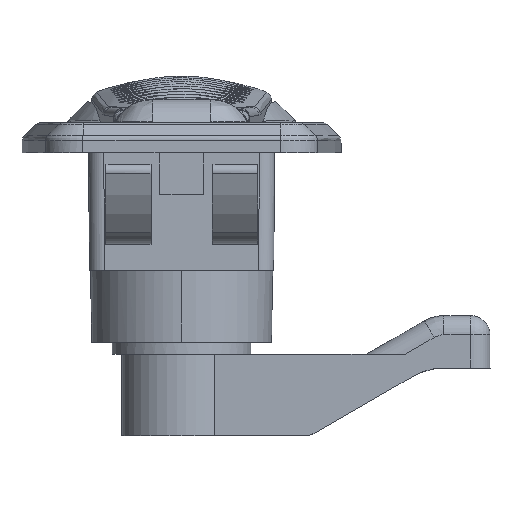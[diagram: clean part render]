
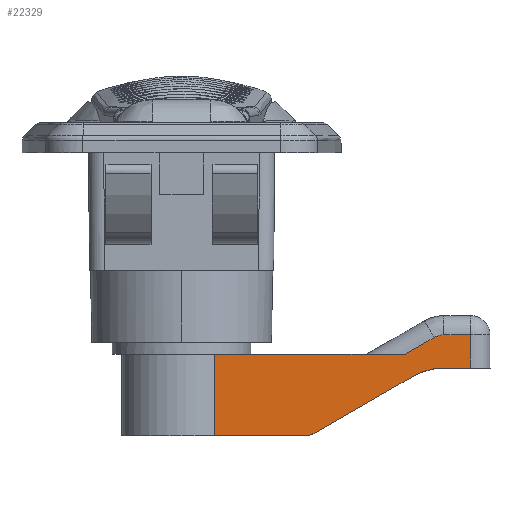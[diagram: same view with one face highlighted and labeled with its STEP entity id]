
A CAD part, left-side view. The second image highlights one B-rep face of the part: STEP entity #22329.
In plain terms, the highlighted planar face has unit normal (-1, 0, 0).
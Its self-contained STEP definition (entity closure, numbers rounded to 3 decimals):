
#143 = VECTOR ( 'NONE', #467, 1000. ) ;
#279 = ORIENTED_EDGE ( 'NONE', *, *, #7744, .F. ) ;
#399 = PLANE ( 'NONE',  #2869 ) ;
#467 = DIRECTION ( 'NONE',  ( 0., 1., 0. ) ) ;
#506 = VERTEX_POINT ( 'NONE', #15814 ) ;
#521 = CARTESIAN_POINT ( 'NONE',  ( -26.081, -15.836, -36.806 ) ) ;
#1117 = ORIENTED_EDGE ( 'NONE', *, *, #14607, .T. ) ;
#1319 = VERTEX_POINT ( 'NONE', #521 ) ;
#1782 = EDGE_CURVE ( 'NONE', #8281, #11233, #16037, .T. ) ;
#2184 = VECTOR ( 'NONE', #15754, 1000. ) ;
#2279 = EDGE_CURVE ( 'NONE', #7676, #22939, #12381, .T. ) ;
#2443 = DIRECTION ( 'NONE',  ( 0., 1., 0. ) ) ;
#2869 = AXIS2_PLACEMENT_3D ( 'NONE', #11021, #7673, #22226 ) ;
#2911 = CARTESIAN_POINT ( 'NONE',  ( -26.081, -34.026, -36.006 ) ) ;
#2966 = AXIS2_PLACEMENT_3D ( 'NONE', #2911, #13286, #15067 ) ;
#3166 = VECTOR ( 'NONE', #15955, 1000. ) ;
#3202 = LINE ( 'NONE', #12720, #5506 ) ;
#3235 = LINE ( 'NONE', #8712, #2184 ) ;
#3335 = VECTOR ( 'NONE', #21021, 1000. ) ;
#3582 = DIRECTION ( 'NONE',  ( 0., 0., -1. ) ) ;
#3647 = ORIENTED_EDGE ( 'NONE', *, *, #22039, .T. ) ;
#3744 = FACE_OUTER_BOUND ( 'NONE', #22797, .T. ) ;
#3873 = CARTESIAN_POINT ( 'NONE',  ( -26.081, -33.035, -23.876 ) ) ;
#4006 = VERTEX_POINT ( 'NONE', #7565 ) ;
#4835 = CARTESIAN_POINT ( 'NONE',  ( -26.081, -15.836, -33.806 ) ) ;
#5009 = ORIENTED_EDGE ( 'NONE', *, *, #1782, .F. ) ;
#5327 = CARTESIAN_POINT ( 'NONE',  ( -26.081, -17.336, -36.404 ) ) ;
#5440 = CARTESIAN_POINT ( 'NONE',  ( -26.081, -20., -26.206 ) ) ;
#5506 = VECTOR ( 'NONE', #10478, 1000. ) ;
#6274 = CARTESIAN_POINT ( 'NONE',  ( -26.081, -20., -26.206 ) ) ;
#6612 = ORIENTED_EDGE ( 'NONE', *, *, #12439, .T. ) ;
#7052 = AXIS2_PLACEMENT_3D ( 'NONE', #4835, #15577, #19044 ) ;
#7290 =( BOUNDED_CURVE ( )  B_SPLINE_CURVE ( 2, ( #16736, #3873, #9120, #19989, #9471 ),
 .UNSPECIFIED., .F., .T. ) 
 B_SPLINE_CURVE_WITH_KNOTS ( ( 3, 2, 3 ),
 ( 0., 0.5, 1. ),
 .UNSPECIFIED. ) 
 CURVE ( )  GEOMETRIC_REPRESENTATION_ITEM ( )  RATIONAL_B_SPLINE_CURVE ( ( 1., 0.983, 0.983, 0.983, 1. ) ) 
 REPRESENTATION_ITEM ( '' )  );
#7565 = CARTESIAN_POINT ( 'NONE',  ( -26.081, -34.026, -28.006 ) ) ;
#7673 = DIRECTION ( 'NONE',  ( -1., 0., 0. ) ) ;
#7676 = VERTEX_POINT ( 'NONE', #12474 ) ;
#7744 = EDGE_CURVE ( 'NONE', #11440, #20897, #7290, .T. ) ;
#7987 = LINE ( 'NONE', #17041, #143 ) ;
#8130 = CARTESIAN_POINT ( 'NONE',  ( -26.081, -37.5, -28.006 ) ) ;
#8131 = ORIENTED_EDGE ( 'NONE', *, *, #18684, .F. ) ;
#8281 = VERTEX_POINT ( 'NONE', #21634 ) ;
#8712 = CARTESIAN_POINT ( 'NONE',  ( -26.081, -32.75, -24.041 ) ) ;
#9020 = DIRECTION ( 'NONE',  ( 0., 1., 0. ) ) ;
#9120 = CARTESIAN_POINT ( 'NONE',  ( -26.081, -33.353, -23.791 ) ) ;
#9471 = CARTESIAN_POINT ( 'NONE',  ( -26.081, -34., -23.706 ) ) ;
#9840 = LINE ( 'NONE', #6274, #13915 ) ;
#10478 = DIRECTION ( 'NONE',  ( 0., 1., 0. ) ) ;
#10638 = LINE ( 'NONE', #12640, #22385 ) ;
#11021 = CARTESIAN_POINT ( 'NONE',  ( -26.081, 2., -37.586 ) ) ;
#11233 = VERTEX_POINT ( 'NONE', #8130 ) ;
#11440 = VERTEX_POINT ( 'NONE', #22648 ) ;
#11586 = EDGE_CURVE ( 'NONE', #18701, #23507, #22028, .T. ) ;
#12381 = LINE ( 'NONE', #5327, #3166 ) ;
#12439 = EDGE_CURVE ( 'NONE', #23507, #12747, #10638, .T. ) ;
#12474 = CARTESIAN_POINT ( 'NONE',  ( -26.081, -17.336, -36.404 ) ) ;
#12640 = CARTESIAN_POINT ( 'NONE',  ( -26.081, -4.22, -29.006 ) ) ;
#12720 = CARTESIAN_POINT ( 'NONE',  ( -26.081, -20., -23.706 ) ) ;
#12747 = VERTEX_POINT ( 'NONE', #22634 ) ;
#12846 = CARTESIAN_POINT ( 'NONE',  ( -26.081, -4.22, -26.206 ) ) ;
#13286 = DIRECTION ( 'NONE',  ( 1., 0., 0. ) ) ;
#13478 = CARTESIAN_POINT ( 'NONE',  ( -26.081, -6.225, -26.206 ) ) ;
#13785 = EDGE_CURVE ( 'NONE', #506, #18701, #9840, .T. ) ;
#13915 = VECTOR ( 'NONE', #2443, 1000. ) ;
#14607 = EDGE_CURVE ( 'NONE', #22939, #4006, #18179, .T. ) ;
#14896 = EDGE_CURVE ( 'NONE', #12747, #1319, #15641, .T. ) ;
#14982 = EDGE_CURVE ( 'NONE', #11440, #506, #3235, .T. ) ;
#15067 = DIRECTION ( 'NONE',  ( 0., 0., -1. ) ) ;
#15577 = DIRECTION ( 'NONE',  ( -1., 0., 0. ) ) ;
#15641 = LINE ( 'NONE', #21252, #3335 ) ;
#15754 = DIRECTION ( 'NONE',  ( 0., 0.866, -0.5 ) ) ;
#15810 = CARTESIAN_POINT ( 'NONE',  ( -26.081, -30.026, -29.078 ) ) ;
#15814 = CARTESIAN_POINT ( 'NONE',  ( -26.081, -29., -26.206 ) ) ;
#15919 = VECTOR ( 'NONE', #9020, 1000. ) ;
#15955 = DIRECTION ( 'NONE',  ( 0., -0.866, 0.5 ) ) ;
#16037 = LINE ( 'NONE', #18175, #16842 ) ;
#16490 = ORIENTED_EDGE ( 'NONE', *, *, #14982, .T. ) ;
#16736 = CARTESIAN_POINT ( 'NONE',  ( -26.081, -32.75, -24.041 ) ) ;
#16842 = VECTOR ( 'NONE', #20098, 1000. ) ;
#17041 = CARTESIAN_POINT ( 'NONE',  ( -26.081, -35.941, -28.006 ) ) ;
#17506 = ORIENTED_EDGE ( 'NONE', *, *, #21803, .T. ) ;
#17703 = CIRCLE ( 'NONE', #7052, 3. ) ;
#18175 = CARTESIAN_POINT ( 'NONE',  ( -26.081, -37.5, -24.606 ) ) ;
#18179 = CIRCLE ( 'NONE', #2966, 8. ) ;
#18684 = EDGE_CURVE ( 'NONE', #11233, #4006, #7987, .T. ) ;
#18701 = VERTEX_POINT ( 'NONE', #13478 ) ;
#19044 = DIRECTION ( 'NONE',  ( 0., 0., 1. ) ) ;
#19684 = ORIENTED_EDGE ( 'NONE', *, *, #2279, .T. ) ;
#19989 = CARTESIAN_POINT ( 'NONE',  ( -26.081, -33.671, -23.706 ) ) ;
#20095 = ORIENTED_EDGE ( 'NONE', *, *, #11586, .T. ) ;
#20098 = DIRECTION ( 'NONE',  ( 0., 0., -1. ) ) ;
#20897 = VERTEX_POINT ( 'NONE', #22517 ) ;
#21021 = DIRECTION ( 'NONE',  ( 0., -1., 0. ) ) ;
#21252 = CARTESIAN_POINT ( 'NONE',  ( -26.081, -20., -36.806 ) ) ;
#21469 = ORIENTED_EDGE ( 'NONE', *, *, #13785, .T. ) ;
#21634 = CARTESIAN_POINT ( 'NONE',  ( -26.081, -37.5, -23.706 ) ) ;
#21803 = EDGE_CURVE ( 'NONE', #8281, #20897, #3202, .T. ) ;
#22028 = LINE ( 'NONE', #5440, #15919 ) ;
#22039 = EDGE_CURVE ( 'NONE', #1319, #7676, #17703, .T. ) ;
#22226 = DIRECTION ( 'NONE',  ( 0., -1., 0. ) ) ;
#22329 = ADVANCED_FACE ( 'NONE', ( #3744 ), #399, .T. ) ;
#22385 = VECTOR ( 'NONE', #3582, 1000. ) ;
#22517 = CARTESIAN_POINT ( 'NONE',  ( -26.081, -34., -23.706 ) ) ;
#22589 = ORIENTED_EDGE ( 'NONE', *, *, #14896, .T. ) ;
#22634 = CARTESIAN_POINT ( 'NONE',  ( -26.081, -4.22, -36.806 ) ) ;
#22648 = CARTESIAN_POINT ( 'NONE',  ( -26.081, -32.75, -24.041 ) ) ;
#22797 = EDGE_LOOP ( 'NONE', ( #21469, #20095, #6612, #22589, #3647, #19684, #1117, #8131, #5009, #17506, #279, #16490 ) ) ;
#22939 = VERTEX_POINT ( 'NONE', #15810 ) ;
#23507 = VERTEX_POINT ( 'NONE', #12846 ) ;
